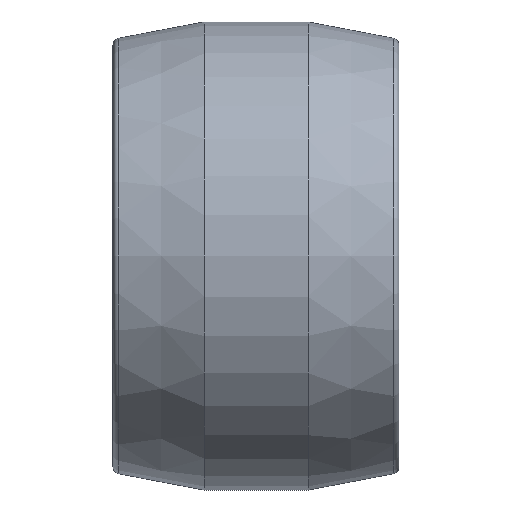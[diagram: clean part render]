
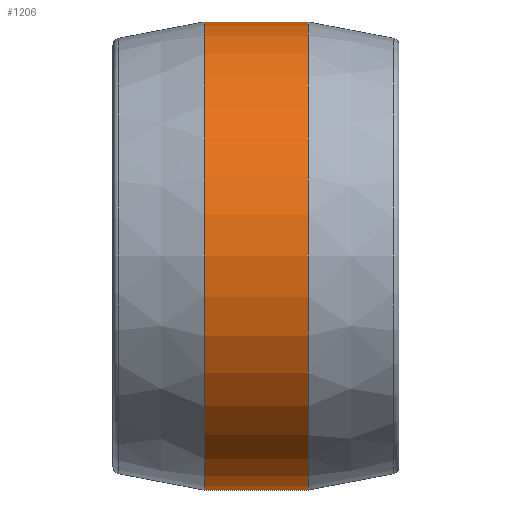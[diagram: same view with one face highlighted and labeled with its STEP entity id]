
A CAD part, front view. The second image highlights one B-rep face of the part: STEP entity #1206.
In plain terms, the highlighted cylindrical face has radius 13.5 mm (diameter 27 mm), a partial arc.
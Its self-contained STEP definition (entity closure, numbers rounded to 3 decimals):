
#64 = CYLINDRICAL_SURFACE ( 'NONE', #2902, 13.5 ) ;
#176 = AXIS2_PLACEMENT_3D ( 'NONE', #7755, #1730, #7235 ) ;
#523 = ORIENTED_EDGE ( 'NONE', *, *, #6303, .F. ) ;
#1142 = DIRECTION ( 'NONE',  ( 0., 0., 1. ) ) ;
#1206 = ADVANCED_FACE ( 'NONE', ( #7251 ), #64, .T. ) ;
#1455 = VERTEX_POINT ( 'NONE', #6757 ) ;
#1730 = DIRECTION ( 'NONE',  ( -1., 0., 0. ) ) ;
#1934 = VERTEX_POINT ( 'NONE', #4304 ) ;
#2031 = DIRECTION ( 'NONE',  ( -1., 0., 0. ) ) ;
#2058 = CARTESIAN_POINT ( 'NONE',  ( 3., 0., -13.5 ) ) ;
#2503 = ORIENTED_EDGE ( 'NONE', *, *, #4852, .F. ) ;
#2700 = ORIENTED_EDGE ( 'NONE', *, *, #7757, .T. ) ;
#2902 = AXIS2_PLACEMENT_3D ( 'NONE', #4802, #5987, #1142 ) ;
#3226 = CIRCLE ( 'NONE', #176, 13.5 ) ;
#3569 = CIRCLE ( 'NONE', #4133, 13.5 ) ;
#3651 = VERTEX_POINT ( 'NONE', #6025 ) ;
#3703 = VECTOR ( 'NONE', #4567, 1000. ) ;
#4133 = AXIS2_PLACEMENT_3D ( 'NONE', #5932, #7750, #6953 ) ;
#4304 = CARTESIAN_POINT ( 'NONE',  ( -3., 0., -13.5 ) ) ;
#4567 = DIRECTION ( 'NONE',  ( -1., 0., 0. ) ) ;
#4609 = VERTEX_POINT ( 'NONE', #2058 ) ;
#4802 = CARTESIAN_POINT ( 'NONE',  ( -7.777, 0., 0. ) ) ;
#4852 = EDGE_CURVE ( 'NONE', #1934, #1455, #3569, .T. ) ;
#5110 = CARTESIAN_POINT ( 'NONE',  ( -7.777, 0., 13.5 ) ) ;
#5348 = EDGE_CURVE ( 'NONE', #3651, #1455, #7632, .T. ) ;
#5932 = CARTESIAN_POINT ( 'NONE',  ( -3., 0., 0. ) ) ;
#5987 = DIRECTION ( 'NONE',  ( -1., 0., 0. ) ) ;
#6025 = CARTESIAN_POINT ( 'NONE',  ( 3., 0., 13.5 ) ) ;
#6303 = EDGE_CURVE ( 'NONE', #4609, #1934, #6838, .T. ) ;
#6310 = EDGE_LOOP ( 'NONE', ( #523, #2700, #7351, #2503 ) ) ;
#6757 = CARTESIAN_POINT ( 'NONE',  ( -3., 0., 13.5 ) ) ;
#6838 = LINE ( 'NONE', #6914, #3703 ) ;
#6914 = CARTESIAN_POINT ( 'NONE',  ( -7.777, 0., -13.5 ) ) ;
#6953 = DIRECTION ( 'NONE',  ( 0., 0., 1. ) ) ;
#7235 = DIRECTION ( 'NONE',  ( 0., 0., 1. ) ) ;
#7251 = FACE_OUTER_BOUND ( 'NONE', #6310, .T. ) ;
#7259 = VECTOR ( 'NONE', #2031, 1000. ) ;
#7351 = ORIENTED_EDGE ( 'NONE', *, *, #5348, .T. ) ;
#7632 = LINE ( 'NONE', #5110, #7259 ) ;
#7750 = DIRECTION ( 'NONE',  ( -1., 0., 0. ) ) ;
#7755 = CARTESIAN_POINT ( 'NONE',  ( 3., 0., 0. ) ) ;
#7757 = EDGE_CURVE ( 'NONE', #4609, #3651, #3226, .T. ) ;
